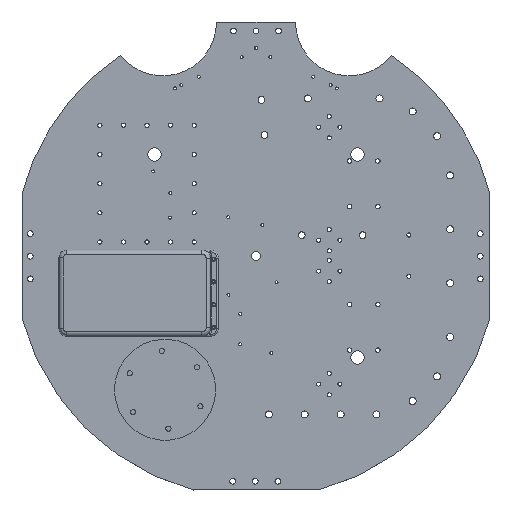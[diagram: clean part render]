
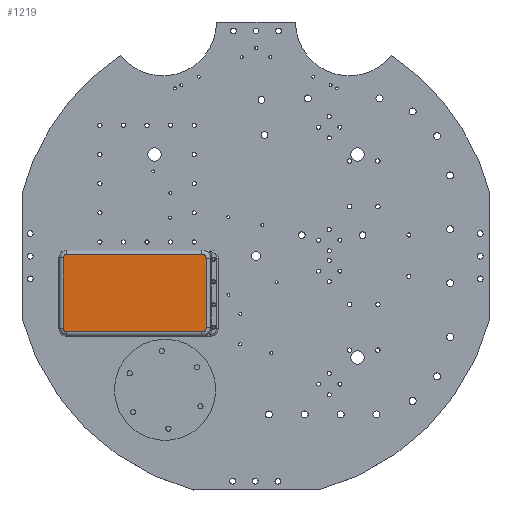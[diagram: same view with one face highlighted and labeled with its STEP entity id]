
A CAD part, top view. The second image highlights one B-rep face of the part: STEP entity #1219.
In plain terms, the highlighted planar face has unit normal (0, 0, 1).
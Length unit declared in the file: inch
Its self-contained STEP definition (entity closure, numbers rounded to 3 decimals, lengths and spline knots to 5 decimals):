
#277=FACE_OUTER_BOUND('',#3598,.T.);
#531=PLANE('',#8559);
#604=LINE('',#12599,#748);
#605=LINE('',#12604,#749);
#606=LINE('',#12608,#750);
#607=LINE('',#12612,#751);
#748=VECTOR('',#10567,1.);
#749=VECTOR('',#10570,1.);
#750=VECTOR('',#10573,1.);
#751=VECTOR('',#10576,1.);
#1219=ADVANCED_FACE('',(#277),#531,.F.);
#3598=EDGE_LOOP('',(#4828,#4829,#4830,#4831,#4832,#4833,#4834,#4835));
#4828=ORIENTED_EDGE('',*,*,#6757,.T.);
#4829=ORIENTED_EDGE('',*,*,#6758,.T.);
#4830=ORIENTED_EDGE('',*,*,#6759,.T.);
#4831=ORIENTED_EDGE('',*,*,#6760,.T.);
#4832=ORIENTED_EDGE('',*,*,#6761,.T.);
#4833=ORIENTED_EDGE('',*,*,#6762,.T.);
#4834=ORIENTED_EDGE('',*,*,#6763,.T.);
#4835=ORIENTED_EDGE('',*,*,#6764,.T.);
#6018=VERTEX_POINT('',#12600);
#6019=VERTEX_POINT('',#12601);
#6020=VERTEX_POINT('',#12603);
#6021=VERTEX_POINT('',#12605);
#6022=VERTEX_POINT('',#12607);
#6023=VERTEX_POINT('',#12609);
#6024=VERTEX_POINT('',#12611);
#6025=VERTEX_POINT('',#12613);
#6757=EDGE_CURVE('',#6018,#6019,#604,.T.);
#6758=EDGE_CURVE('',#6019,#6020,#7582,.T.);
#6759=EDGE_CURVE('',#6020,#6021,#605,.T.);
#6760=EDGE_CURVE('',#6021,#6022,#7583,.T.);
#6761=EDGE_CURVE('',#6022,#6023,#606,.T.);
#6762=EDGE_CURVE('',#6023,#6024,#7584,.T.);
#6763=EDGE_CURVE('',#6024,#6025,#607,.T.);
#6764=EDGE_CURVE('',#6025,#6018,#7585,.T.);
#7582=CIRCLE('',#8555,0.11811);
#7583=CIRCLE('',#8556,0.11811);
#7584=CIRCLE('',#8557,0.09843);
#7585=CIRCLE('',#8558,0.09843);
#8555=AXIS2_PLACEMENT_3D('',#12602,#10568,#10569);
#8556=AXIS2_PLACEMENT_3D('',#12606,#10571,#10572);
#8557=AXIS2_PLACEMENT_3D('',#12610,#10574,#10575);
#8558=AXIS2_PLACEMENT_3D('',#12614,#10577,#10578);
#8559=AXIS2_PLACEMENT_3D('',#12615,#10579,#10580);
#10567=DIRECTION('',(1.,0.,0.));
#10568=DIRECTION('',(0.,0.,1.));
#10569=DIRECTION('',(1.,0.,0.));
#10570=DIRECTION('',(0.,1.,0.));
#10571=DIRECTION('',(0.,0.,1.));
#10572=DIRECTION('',(1.,0.,0.));
#10573=DIRECTION('',(-1.,0.,0.));
#10574=DIRECTION('',(0.,0.,1.));
#10575=DIRECTION('',(1.,0.,0.));
#10576=DIRECTION('',(0.,-1.,0.));
#10577=DIRECTION('',(0.,0.,1.));
#10578=DIRECTION('',(1.,0.,0.));
#10579=DIRECTION('',(0.,0.,-1.));
#10580=DIRECTION('',(1.,0.,0.));
#12599=CARTESIAN_POINT('',(-1.26979,-2.11881,2.74409));
#12600=CARTESIAN_POINT('',(-5.27373,-2.11881,2.74409));
#12601=CARTESIAN_POINT('',(-1.50601,-2.11881,2.74409));
#12602=CARTESIAN_POINT('',(-1.50601,-2.0007,2.74409));
#12603=CARTESIAN_POINT('',(-1.3879,-2.0007,2.74409));
#12604=CARTESIAN_POINT('',(-1.3879,-2.02039,2.74409));
#12605=CARTESIAN_POINT('',(-1.3879,-0.07649,2.74409));
#12606=CARTESIAN_POINT('',(-1.50601,-0.07649,2.74409));
#12607=CARTESIAN_POINT('',(-1.50601,0.04162,2.74409));
#12608=CARTESIAN_POINT('',(-1.26979,0.04162,2.74409));
#12609=CARTESIAN_POINT('',(-5.27373,0.04162,2.74409));
#12610=CARTESIAN_POINT('',(-5.27373,-0.0568,2.74409));
#12611=CARTESIAN_POINT('',(-5.37215,-0.0568,2.74409));
#12612=CARTESIAN_POINT('',(-5.37215,-2.02039,2.74409));
#12613=CARTESIAN_POINT('',(-5.37215,-2.02039,2.74409));
#12614=CARTESIAN_POINT('',(-5.27373,-2.02039,2.74409));
#12615=CARTESIAN_POINT('',(-1.26979,-2.02039,2.74409));
